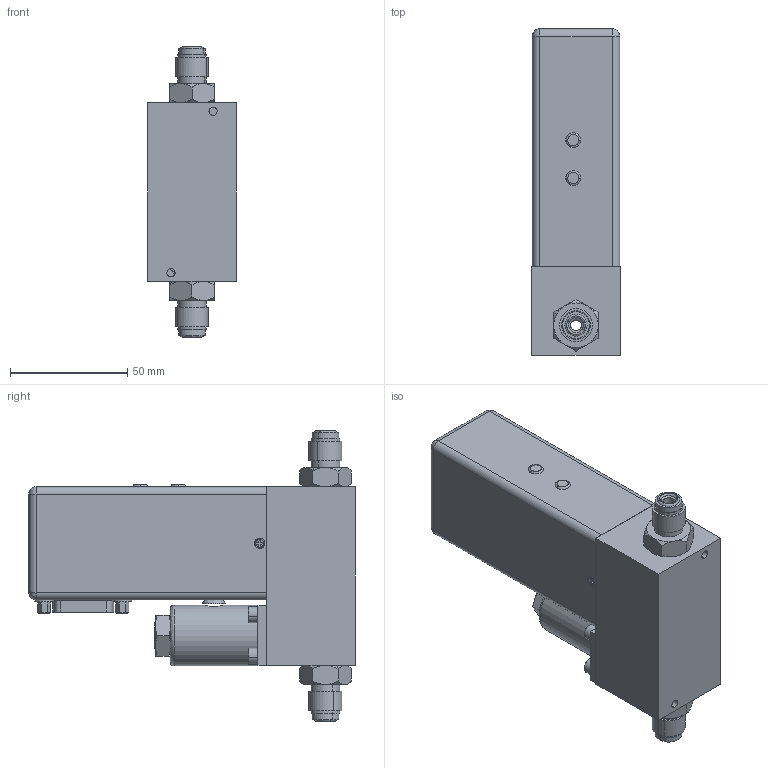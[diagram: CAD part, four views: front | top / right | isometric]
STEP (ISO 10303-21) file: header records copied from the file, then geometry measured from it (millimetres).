
FILE_DESCRIPTION (( 'STEP AP203' ), '1' );
FILE_NAME ('5850IA-1-B-F.STEP', '2018-08-17T17:05:25', ( 'mrutkowski' ), ( 'Hewlett-Packard Company' ), 'SwSTEP 2.0', 'SolidWorks 2017', '' );
FILE_SCHEMA (( 'CONFIG_CONTROL_DESIGN' ));
Length unit declared in the file: millimetre
Products named in the file (1): 5850IA-1-B-F
Bounding box: 37.72 x 139.32 x 124.1 mm (x, y, z)
Surface area: 52852.3 mm2 (no closed solid volume)
Topology: 0 solids, 27 shells, 348 faces, 933 edges, 637 vertices
Faces by surface type: plane 170, cylinder 100, cone 54, bspline 24
Entity records: 12213 total; most frequent: CARTESIAN_POINT 3550, DIRECTION 1798, ORIENTED_EDGE 1639, EDGE_CURVE 930, AXIS2_PLACEMENT_3D 672, VERTEX_POINT 637, VECTOR 454, LINE 454
